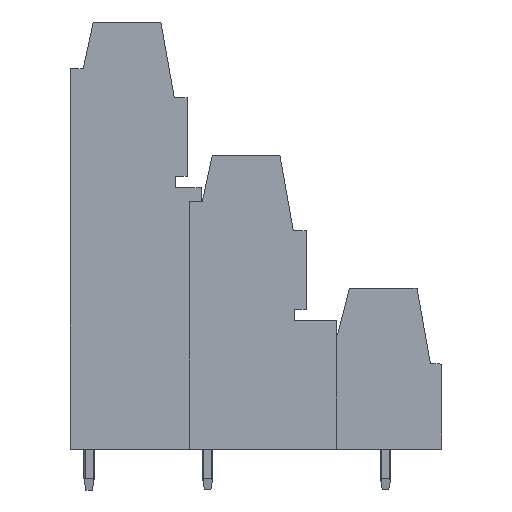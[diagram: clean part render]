
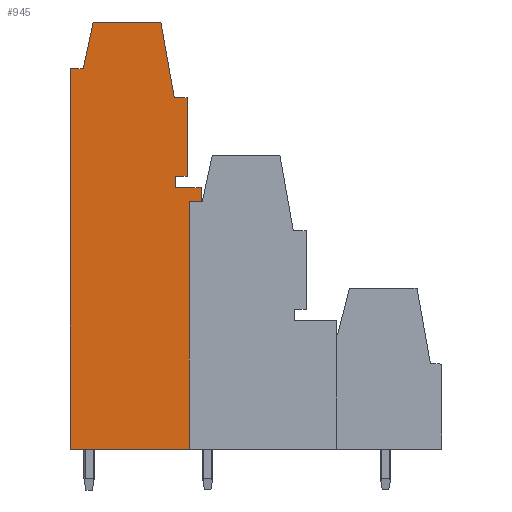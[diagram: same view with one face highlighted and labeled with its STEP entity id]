
A CAD part, left-side view. The second image highlights one B-rep face of the part: STEP entity #945.
In plain terms, the highlighted planar face has unit normal (-1, 0, 0).
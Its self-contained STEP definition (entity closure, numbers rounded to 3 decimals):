
#748=AXIS2_PLACEMENT_3D('Plane Axis2P3D',#745,#746,#747) ;
#633=CARTESIAN_POINT('Vertex',(2.54,20.6,24.7)) ;
#636=CARTESIAN_POINT('Line Origine',(2.54,21.1,24.7)) ;
#640=CARTESIAN_POINT('Vertex',(2.54,21.6,24.7)) ;
#666=CARTESIAN_POINT('Vertex',(2.54,21.6,3.5)) ;
#669=CARTESIAN_POINT('Line Origine',(2.54,26.7,3.5)) ;
#673=CARTESIAN_POINT('Vertex',(2.54,31.8,3.5)) ;
#745=CARTESIAN_POINT('Axis2P3D Location',(2.54,35.177,3.5)) ;
#849=CARTESIAN_POINT('Line Origine',(2.54,20.6,25.3)) ;
#853=CARTESIAN_POINT('Vertex',(2.54,20.6,25.9)) ;
#856=CARTESIAN_POINT('Line Origine',(2.54,21.7,25.9)) ;
#860=CARTESIAN_POINT('Vertex',(2.54,22.8,25.9)) ;
#863=CARTESIAN_POINT('Line Origine',(2.54,22.8,26.4)) ;
#867=CARTESIAN_POINT('Vertex',(2.54,22.8,26.9)) ;
#870=CARTESIAN_POINT('Line Origine',(2.54,22.3,26.9)) ;
#874=CARTESIAN_POINT('Vertex',(2.54,21.8,26.9)) ;
#877=CARTESIAN_POINT('Line Origine',(2.54,21.8,30.25)) ;
#881=CARTESIAN_POINT('Vertex',(2.54,21.8,33.6)) ;
#884=CARTESIAN_POINT('Line Origine',(2.54,22.352,33.6)) ;
#888=CARTESIAN_POINT('Vertex',(2.54,22.904,33.6)) ;
#891=CARTESIAN_POINT('Line Origine',(2.54,23.477,36.85)) ;
#895=CARTESIAN_POINT('Vertex',(2.54,24.05,40.1)) ;
#898=CARTESIAN_POINT('Line Origine',(2.54,26.95,40.1)) ;
#902=CARTESIAN_POINT('Vertex',(2.54,29.85,40.1)) ;
#905=CARTESIAN_POINT('Line Origine',(2.54,30.275,38.1)) ;
#909=CARTESIAN_POINT('Vertex',(2.54,30.7,36.1)) ;
#912=CARTESIAN_POINT('Line Origine',(2.54,31.25,36.1)) ;
#916=CARTESIAN_POINT('Vertex',(2.54,31.8,36.1)) ;
#919=CARTESIAN_POINT('Line Origine',(2.54,31.8,19.8)) ;
#924=CARTESIAN_POINT('Line Origine',(2.54,21.6,14.1)) ;
#637=DIRECTION('Vector Direction',(0.,1.,0.)) ;
#670=DIRECTION('Vector Direction',(0.,-1.,0.)) ;
#746=DIRECTION('Axis2P3D Direction',(-1.,0.,0.)) ;
#747=DIRECTION('Axis2P3D XDirection',(0.,-1.,0.)) ;
#850=DIRECTION('Vector Direction',(0.,0.,1.)) ;
#857=DIRECTION('Vector Direction',(0.,1.,0.)) ;
#864=DIRECTION('Vector Direction',(0.,0.,-1.)) ;
#871=DIRECTION('Vector Direction',(0.,1.,0.)) ;
#878=DIRECTION('Vector Direction',(0.,0.,-1.)) ;
#885=DIRECTION('Vector Direction',(0.,-1.,0.)) ;
#892=DIRECTION('Vector Direction',(0.,-0.174,-0.985)) ;
#899=DIRECTION('Vector Direction',(0.,-1.,0.)) ;
#906=DIRECTION('Vector Direction',(0.,-0.208,0.978)) ;
#913=DIRECTION('Vector Direction',(0.,-1.,0.)) ;
#920=DIRECTION('Vector Direction',(0.,0.,1.)) ;
#925=DIRECTION('Vector Direction',(0.,0.,1.)) ;
#638=VECTOR('Line Direction',#637,1.) ;
#671=VECTOR('Line Direction',#670,1.) ;
#851=VECTOR('Line Direction',#850,1.) ;
#858=VECTOR('Line Direction',#857,1.) ;
#865=VECTOR('Line Direction',#864,1.) ;
#872=VECTOR('Line Direction',#871,1.) ;
#879=VECTOR('Line Direction',#878,1.) ;
#886=VECTOR('Line Direction',#885,1.) ;
#893=VECTOR('Line Direction',#892,1.) ;
#900=VECTOR('Line Direction',#899,1.) ;
#907=VECTOR('Line Direction',#906,1.) ;
#914=VECTOR('Line Direction',#913,1.) ;
#921=VECTOR('Line Direction',#920,1.) ;
#926=VECTOR('Line Direction',#925,1.) ;
#930=ORIENTED_EDGE('',*,*,#855,.T.) ;
#931=ORIENTED_EDGE('',*,*,#862,.T.) ;
#932=ORIENTED_EDGE('',*,*,#869,.F.) ;
#933=ORIENTED_EDGE('',*,*,#876,.F.) ;
#934=ORIENTED_EDGE('',*,*,#883,.F.) ;
#935=ORIENTED_EDGE('',*,*,#890,.F.) ;
#936=ORIENTED_EDGE('',*,*,#897,.F.) ;
#937=ORIENTED_EDGE('',*,*,#904,.F.) ;
#938=ORIENTED_EDGE('',*,*,#911,.F.) ;
#939=ORIENTED_EDGE('',*,*,#918,.F.) ;
#940=ORIENTED_EDGE('',*,*,#923,.F.) ;
#941=ORIENTED_EDGE('',*,*,#675,.T.) ;
#942=ORIENTED_EDGE('',*,*,#928,.T.) ;
#943=ORIENTED_EDGE('',*,*,#642,.F.) ;
#945=ADVANCED_FACE('HOUSING',(#944),#749,.T.) ;
#642=EDGE_CURVE('',#634,#641,#639,.T.) ;
#675=EDGE_CURVE('',#674,#667,#672,.T.) ;
#855=EDGE_CURVE('',#634,#854,#852,.T.) ;
#862=EDGE_CURVE('',#854,#861,#859,.T.) ;
#869=EDGE_CURVE('',#868,#861,#866,.T.) ;
#876=EDGE_CURVE('',#875,#868,#873,.T.) ;
#883=EDGE_CURVE('',#882,#875,#880,.T.) ;
#890=EDGE_CURVE('',#889,#882,#887,.T.) ;
#897=EDGE_CURVE('',#896,#889,#894,.T.) ;
#904=EDGE_CURVE('',#903,#896,#901,.T.) ;
#911=EDGE_CURVE('',#910,#903,#908,.T.) ;
#918=EDGE_CURVE('',#917,#910,#915,.T.) ;
#923=EDGE_CURVE('',#674,#917,#922,.T.) ;
#928=EDGE_CURVE('',#667,#641,#927,.T.) ;
#929=EDGE_LOOP('',(#930,#931,#932,#933,#934,#935,#936,#937,#938,#939,#940,#941,#942,#943)) ;
#944=FACE_OUTER_BOUND('',#929,.T.) ;
#639=LINE('Line',#636,#638) ;
#672=LINE('Line',#669,#671) ;
#852=LINE('Line',#849,#851) ;
#859=LINE('Line',#856,#858) ;
#866=LINE('Line',#863,#865) ;
#873=LINE('Line',#870,#872) ;
#880=LINE('Line',#877,#879) ;
#887=LINE('Line',#884,#886) ;
#894=LINE('Line',#891,#893) ;
#901=LINE('Line',#898,#900) ;
#908=LINE('Line',#905,#907) ;
#915=LINE('Line',#912,#914) ;
#922=LINE('Line',#919,#921) ;
#927=LINE('Line',#924,#926) ;
#749=PLANE('',#748) ;
#634=VERTEX_POINT('',#633) ;
#641=VERTEX_POINT('',#640) ;
#667=VERTEX_POINT('',#666) ;
#674=VERTEX_POINT('',#673) ;
#854=VERTEX_POINT('',#853) ;
#861=VERTEX_POINT('',#860) ;
#868=VERTEX_POINT('',#867) ;
#875=VERTEX_POINT('',#874) ;
#882=VERTEX_POINT('',#881) ;
#889=VERTEX_POINT('',#888) ;
#896=VERTEX_POINT('',#895) ;
#903=VERTEX_POINT('',#902) ;
#910=VERTEX_POINT('',#909) ;
#917=VERTEX_POINT('',#916) ;
